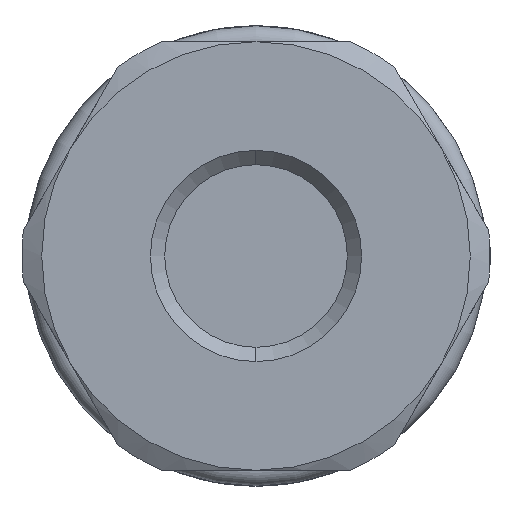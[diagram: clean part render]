
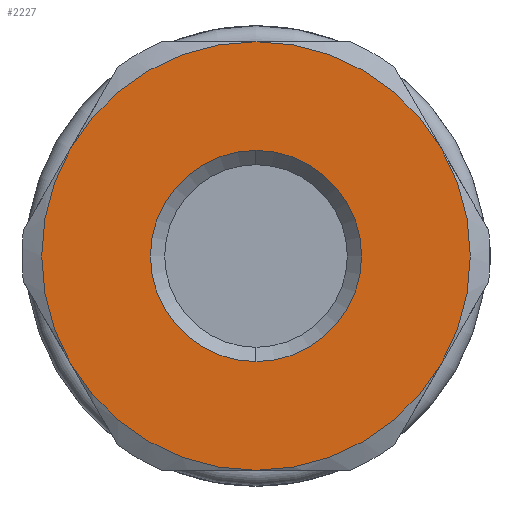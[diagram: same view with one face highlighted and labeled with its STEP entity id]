
A CAD part, left-side view. The second image highlights one B-rep face of the part: STEP entity #2227.
In plain terms, the highlighted planar face has unit normal (-1, 0, 0).
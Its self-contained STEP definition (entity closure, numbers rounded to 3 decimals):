
#79 = EDGE_CURVE ( 'NONE', #3059, #3040, #1473, .T. ) ;
#228 = EDGE_CURVE ( 'NONE', #3040, #3059, #1640, .T. ) ;
#229 = EDGE_CURVE ( 'NONE', #3173, #3172, #1641, .T. ) ;
#230 = EDGE_CURVE ( 'NONE', #3168, #3173, #1642, .T. ) ;
#231 = EDGE_CURVE ( 'NONE', #3170, #3168, #1643, .T. ) ;
#232 = EDGE_CURVE ( 'NONE', #3171, #3170, #1644, .T. ) ;
#233 = EDGE_CURVE ( 'NONE', #3166, #3171, #1645, .T. ) ;
#234 = EDGE_CURVE ( 'NONE', #3172, #3166, #1646, .T. ) ;
#347 = AXIS2_PLACEMENT_3D ( 'NONE', #3423, #3425, #3424 ) ;
#434 = AXIS2_PLACEMENT_3D ( 'NONE', #3876, #3877, #3878 ) ;
#435 = AXIS2_PLACEMENT_3D ( 'NONE', #3879, #3880, #3881 ) ;
#436 = AXIS2_PLACEMENT_3D ( 'NONE', #3882, #3883, #3884 ) ;
#437 = AXIS2_PLACEMENT_3D ( 'NONE', #3885, #3886, #3887 ) ;
#438 = AXIS2_PLACEMENT_3D ( 'NONE', #3888, #3889, #3890 ) ;
#439 = AXIS2_PLACEMENT_3D ( 'NONE', #3891, #3892, #3893 ) ;
#440 = AXIS2_PLACEMENT_3D ( 'NONE', #3894, #3895, #3896 ) ;
#504 = ORIENTED_EDGE ( 'NONE', *, *, #232, .F. ) ;
#512 = ORIENTED_EDGE ( 'NONE', *, *, #79, .T. ) ;
#516 = ORIENTED_EDGE ( 'NONE', *, *, #231, .F. ) ;
#536 = ORIENTED_EDGE ( 'NONE', *, *, #230, .F. ) ;
#541 = ORIENTED_EDGE ( 'NONE', *, *, #228, .T. ) ;
#596 = ORIENTED_EDGE ( 'NONE', *, *, #229, .F. ) ;
#639 = ORIENTED_EDGE ( 'NONE', *, *, #234, .F. ) ;
#653 = ORIENTED_EDGE ( 'NONE', *, *, #233, .F. ) ;
#742 = AXIS2_PLACEMENT_3D ( 'NONE', #2741, #2742, #2743 ) ;
#1017 = EDGE_LOOP ( 'NONE', ( #512, #541 ) ) ;
#1019 = EDGE_LOOP ( 'NONE', ( #596, #536, #516, #504, #653, #639 ) ) ;
#1473 = CIRCLE ( 'NONE', #347, 6.65 ) ;
#1640 = CIRCLE ( 'NONE', #434, 6.65 ) ;
#1641 = CIRCLE ( 'NONE', #435, 13.5 ) ;
#1642 = CIRCLE ( 'NONE', #436, 13.5 ) ;
#1643 = CIRCLE ( 'NONE', #437, 13.5 ) ;
#1644 = CIRCLE ( 'NONE', #438, 13.5 ) ;
#1645 = CIRCLE ( 'NONE', #439, 13.5 ) ;
#1646 = CIRCLE ( 'NONE', #440, 13.5 ) ;
#1935 = FACE_BOUND ( 'NONE', #1017, .T. ) ;
#1936 = FACE_OUTER_BOUND ( 'NONE', #1019, .T. ) ;
#2227 = ADVANCED_FACE ( 'NONE', ( #1935, #1936 ), #2740, .T. ) ;
#2282 = CARTESIAN_POINT ( 'NONE',  ( -45.65, 11.691, 6.75 ) ) ;
#2284 = CARTESIAN_POINT ( 'NONE',  ( -45.65, -11.691, -6.75 ) ) ;
#2286 = CARTESIAN_POINT ( 'NONE',  ( -45.65, -11.691, 6.75 ) ) ;
#2287 = CARTESIAN_POINT ( 'NONE',  ( -45.65, 0., 13.5 ) ) ;
#2288 = CARTESIAN_POINT ( 'NONE',  ( -45.65, 11.691, -6.75 ) ) ;
#2289 = CARTESIAN_POINT ( 'NONE',  ( -45.65, 0., -13.5 ) ) ;
#2740 = PLANE ( 'NONE',  #742 ) ;
#2741 = CARTESIAN_POINT ( 'NONE',  ( -45.65, 13.5, 0. ) ) ;
#2742 = DIRECTION ( 'NONE',  ( -1., 0., 0. ) ) ;
#2743 = DIRECTION ( 'NONE',  ( 0., 0., 1. ) ) ;
#2898 = CARTESIAN_POINT ( 'NONE',  ( -45.65, 0., -6.65 ) ) ;
#2917 = CARTESIAN_POINT ( 'NONE',  ( -45.65, 0., 6.65 ) ) ;
#3040 = VERTEX_POINT ( 'NONE', #2898 ) ;
#3059 = VERTEX_POINT ( 'NONE', #2917 ) ;
#3166 = VERTEX_POINT ( 'NONE', #2282 ) ;
#3168 = VERTEX_POINT ( 'NONE', #2284 ) ;
#3170 = VERTEX_POINT ( 'NONE', #2286 ) ;
#3171 = VERTEX_POINT ( 'NONE', #2287 ) ;
#3172 = VERTEX_POINT ( 'NONE', #2288 ) ;
#3173 = VERTEX_POINT ( 'NONE', #2289 ) ;
#3423 = CARTESIAN_POINT ( 'NONE',  ( -45.65, 0., 0. ) ) ;
#3424 = DIRECTION ( 'NONE',  ( 0., 0., -1. ) ) ;
#3425 = DIRECTION ( 'NONE',  ( 1., 0., 0. ) ) ;
#3876 = CARTESIAN_POINT ( 'NONE',  ( -45.65, 0., 0. ) ) ;
#3877 = DIRECTION ( 'NONE',  ( 1., 0., 0. ) ) ;
#3878 = DIRECTION ( 'NONE',  ( 0., 0., -1. ) ) ;
#3879 = CARTESIAN_POINT ( 'NONE',  ( -45.65, 0., 0. ) ) ;
#3880 = DIRECTION ( 'NONE',  ( 1., 0., 0. ) ) ;
#3881 = DIRECTION ( 'NONE',  ( 0., 0., -1. ) ) ;
#3882 = CARTESIAN_POINT ( 'NONE',  ( -45.65, 0., 0. ) ) ;
#3883 = DIRECTION ( 'NONE',  ( 1., 0., 0. ) ) ;
#3884 = DIRECTION ( 'NONE',  ( 0., 0., -1. ) ) ;
#3885 = CARTESIAN_POINT ( 'NONE',  ( -45.65, 0., 0. ) ) ;
#3886 = DIRECTION ( 'NONE',  ( 1., 0., 0. ) ) ;
#3887 = DIRECTION ( 'NONE',  ( 0., 0., -1. ) ) ;
#3888 = CARTESIAN_POINT ( 'NONE',  ( -45.65, 0., 0. ) ) ;
#3889 = DIRECTION ( 'NONE',  ( 1., 0., 0. ) ) ;
#3890 = DIRECTION ( 'NONE',  ( 0., 0., -1. ) ) ;
#3891 = CARTESIAN_POINT ( 'NONE',  ( -45.65, 0., 0. ) ) ;
#3892 = DIRECTION ( 'NONE',  ( 1., 0., 0. ) ) ;
#3893 = DIRECTION ( 'NONE',  ( 0., 0., -1. ) ) ;
#3894 = CARTESIAN_POINT ( 'NONE',  ( -45.65, 0., 0. ) ) ;
#3895 = DIRECTION ( 'NONE',  ( 1., 0., 0. ) ) ;
#3896 = DIRECTION ( 'NONE',  ( 0., 0., -1. ) ) ;
